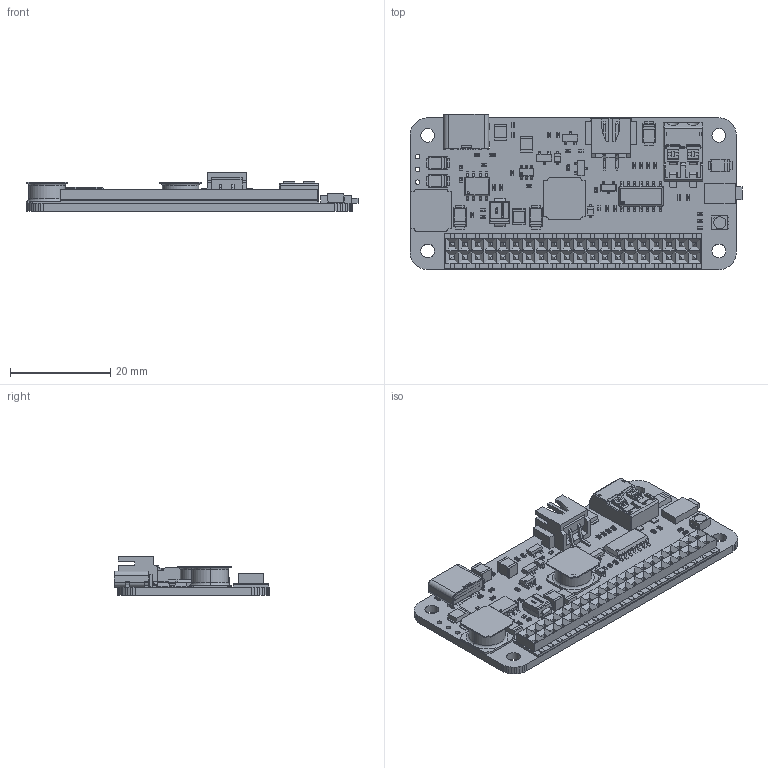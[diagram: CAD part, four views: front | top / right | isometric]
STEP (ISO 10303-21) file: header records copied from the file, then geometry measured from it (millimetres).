
FILE_DESCRIPTION(('Open CASCADE Model'),'2;1');
FILE_NAME('Open CASCADE Shape Model','2025-05-27T08:44:07',('Author'),( 'Open CASCADE'),'Open CASCADE STEP processor 6.2','Open CASCADE 6.2' ,'Unknown');
FILE_SCHEMA(('AUTOMOTIVE_DESIGN { 1 0 10303 214 1 1 1 1 }'));
Length unit declared in the file: millimetre
Products named in the file (406): PCB; Board; C1; User_Library-cap_1210; C2; C3; User_Library-0402C; C4; C5; C6; C7; C8; C9; C10; D1; User_Library-DO-214AD; D2; D3; D5; User_Library-KAA-3528; D7; D8; D9; User_Library-SOD323-1; D10; D11; J1; User_Library-USB_Type-C_6pin_Socket; J3; 104188-0210_88273; Open CASCADE STEP translator 6.2 2.22.1.1; Open CASCADE STEP translator 6.2 2.22.1.2; Open CASCADE STEP translator 6.2 2.22.1.3; Open CASCADE STEP translator 6.2 2.22.1.4; Open CASCADE STEP translator 6.2 2.22.1.5; Open CASCADE STEP translator 6.2 2.22.1.6; Open CASCADE STEP translator 6.2 2.22.1.7; Open CASCADE STEP translator 6.2 2.22.1.8; Open CASCADE STEP translator 6.2 2.22.1.9; Open CASCADE STEP translator 6.2 2.22.1.10 ...
Assembly tree (447 placements, depth 4):
  PCB
    Board
    C1
      User_Library-cap_1210
    C2
      User_Library-cap_1210
    C3
      User_Library-0402C
    C4
      User_Library-0402C
    C5
      User_Library-0402C
    C6
      User_Library-0402C
    C7
      User_Library-cap_1210
    C8
      User_Library-0402C
    C9
      User_Library-0402C
    C10
      User_Library-0402C
    D1
      User_Library-DO-214AD
    D2
      User_Library-DO-214AD
    D3
      User_Library-DO-214AD
    D5
      User_Library-KAA-3528
    D7
      User_Library-DO-214AD
    D8
      User_Library-DO-214AD
    D9
      User_Library-SOD323-1
    D10
      User_Library-SOD323-1
    D11
      User_Library-DO-214AD
    J1
      User_Library-USB_Type-C_6pin_Socket
    J3
      104188-0210_88273
        Open CASCADE STEP translator 6.2 2.22.1.1
        Open CASCADE STEP translator 6.2 2.22.1.2
        Open CASCADE STEP translator 6.2 2.22.1.3
        Open CASCADE STEP translator 6.2 2.22.1.4
        Open CASCADE STEP translator 6.2 2.22.1.5
        Open CASCADE STEP translator 6.2 2.22.1.6
        Open CASCADE STEP translator 6.2 2.22.1.7
        Open CASCADE STEP translator 6.2 2.22.1.8
        Open CASCADE STEP translator 6.2 2.22.1.9
        Open CASCADE STEP translator 6.2 2.22.1.10
        Open CASCADE STEP translator 6.2 2.22.1.11
        Open CASCADE STEP translator 6.2 2.22.1.12
        Open CASCADE STEP translator 6.2 2.22.1.13
        Open CASCADE STEP translator 6.2 2.22.1.14
        Open CASCADE STEP translator 6.2 2.22.1.15
        Open CASCADE STEP translator 6.2 2.22.1.16
Bounding box: 66.11 x 30.91 x 7.71 mm (x, y, z)
Volume: 4500.4 mm3; surface area: 9201.3 mm2
Topology: 180 solids, 508 shells, 10590 faces, 25934 edges, 15239 vertices
Faces by surface type: plane 3849, cylinder 3423, bspline 1640, sphere 1351, torus 253, revolution 56, cone 18
Full cylindrical faces by diameter (mm): 0.8 x8, 0.9 x3, 2.75 x4
Entity records: 228990 total; most frequent: CARTESIAN_POINT 78742, DIRECTION 23583, LINE 14509, VECTOR 14509, ORIENTED_EDGE 13797, PCURVE 13797, DEFINITIONAL_REPRESENTATION 13797, EDGE_CURVE 7776
